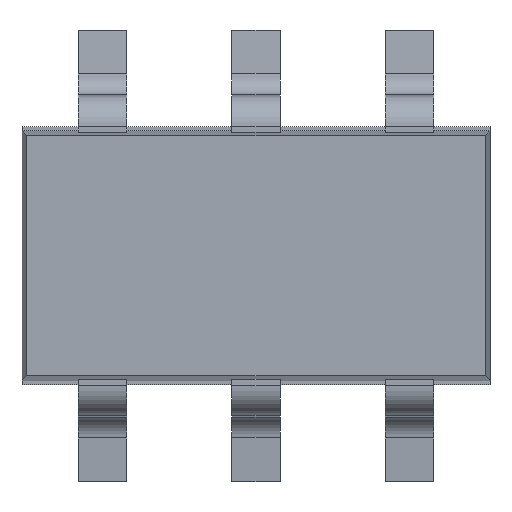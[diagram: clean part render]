
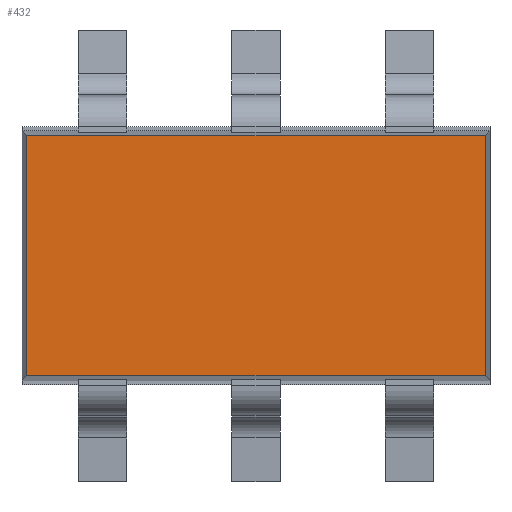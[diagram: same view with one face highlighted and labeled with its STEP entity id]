
A CAD part, top view. The second image highlights one B-rep face of the part: STEP entity #432.
In plain terms, the highlighted planar face has unit normal (0, 0, 1).
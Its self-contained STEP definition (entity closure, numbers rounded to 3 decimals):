
#432=ADVANCED_FACE('',(#1417),#1416,.T.);
#1416=PLANE('',#1949);
#1417=FACE_OUTER_BOUND('',#1950,.T.);
#1946=CARTESIAN_POINT('',(-1.703,-0.893,1.05));
#1947=DIRECTION('',(0.,0.,1.));
#1948=DIRECTION('',(1.,0.,0.));
#1949=AXIS2_PLACEMENT_3D('',#1946,#1947,#1948);
#1950=EDGE_LOOP('',(#2466,#2467,#2468,#2469));
#2466=ORIENTED_EDGE('',*,*,#2735,.T.);
#2467=ORIENTED_EDGE('',*,*,#2728,.T.);
#2468=ORIENTED_EDGE('',*,*,#2736,.F.);
#2469=ORIENTED_EDGE('',*,*,#2737,.F.);
#2728=EDGE_CURVE('',#4380,#4381,#4382,.T.);
#2735=EDGE_CURVE('',#4428,#4380,#4429,.T.);
#2736=EDGE_CURVE('',#4435,#4381,#4436,.T.);
#2737=EDGE_CURVE('',#4428,#4435,#4442,.T.);
#4380=VERTEX_POINT('',#5410);
#4381=VERTEX_POINT('',#5411);
#4382=LINE('',#5412,#5413);
#4428=VERTEX_POINT('',#5437);
#4429=LINE('',#5438,#5439);
#4435=VERTEX_POINT('',#5441);
#4436=LINE('',#5442,#5443);
#4442=LINE('',#5445,#5446);
#5410=CARTESIAN_POINT('',(1.419,0.744,1.05));
#5411=CARTESIAN_POINT('',(-1.419,0.744,1.05));
#5412=CARTESIAN_POINT('',(1.419,0.744,1.05));
#5413=VECTOR('',#5414,2.839);
#5414=DIRECTION('',(-1.,0.,0.));
#5437=CARTESIAN_POINT('',(1.419,-0.744,1.05));
#5438=CARTESIAN_POINT('',(1.419,-0.744,1.05));
#5439=VECTOR('',#5440,1.489);
#5440=DIRECTION('',(0.,1.,0.));
#5441=CARTESIAN_POINT('',(-1.419,-0.744,1.05));
#5442=CARTESIAN_POINT('',(-1.419,-0.744,1.05));
#5443=VECTOR('',#5444,1.489);
#5444=DIRECTION('',(0.,1.,0.));
#5445=CARTESIAN_POINT('',(1.419,-0.744,1.05));
#5446=VECTOR('',#5447,2.839);
#5447=DIRECTION('',(-1.,0.,0.));
